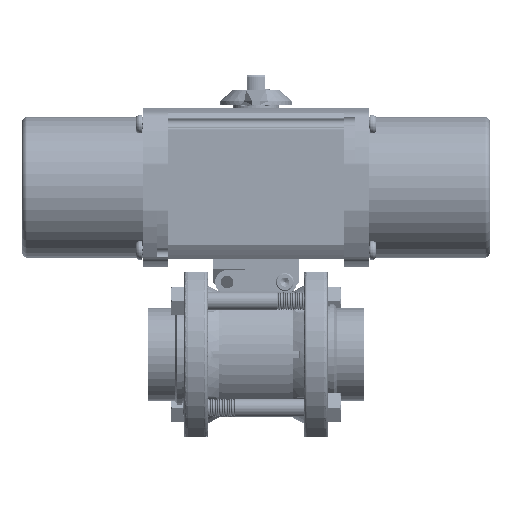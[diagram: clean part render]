
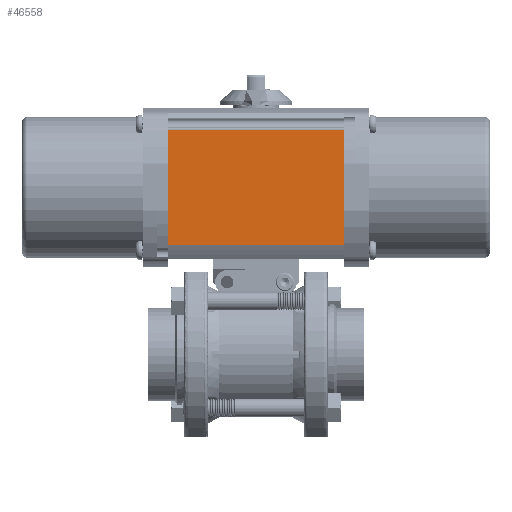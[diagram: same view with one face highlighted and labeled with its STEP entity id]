
A CAD part, top view. The second image highlights one B-rep face of the part: STEP entity #46558.
In plain terms, the highlighted planar face has unit normal (0, 0, 1).
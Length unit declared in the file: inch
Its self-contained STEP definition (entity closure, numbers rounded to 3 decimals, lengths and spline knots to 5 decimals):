
#7875 = CARTESIAN_POINT ( 'NONE',  ( 1.54405, 3.80036, 3.281 ) ) ;
#15882 = VECTOR ( 'NONE', #109107, 39.37008 ) ;
#16863 = ORIENTED_EDGE ( 'NONE', *, *, #161861, .F. ) ;
#21861 = LINE ( 'NONE', #24747, #55583 ) ;
#24585 = CARTESIAN_POINT ( 'NONE',  ( -5.02378, 3.80036, 3.281 ) ) ;
#24747 = CARTESIAN_POINT ( 'NONE',  ( -1.51095, 3.80036, 3.281 ) ) ;
#32507 = EDGE_LOOP ( 'NONE', ( #16863, #128168, #151016, #64167 ) ) ;
#34183 = EDGE_CURVE ( 'NONE', #38021, #135149, #109720, .T. ) ;
#38021 = VERTEX_POINT ( 'NONE', #176008 ) ;
#39209 = DIRECTION ( 'NONE',  ( 0., 1., 0. ) ) ;
#45086 = CARTESIAN_POINT ( 'NONE',  ( 1.54405, 1.79883, 3.281 ) ) ;
#46558 = ADVANCED_FACE ( 'NONE', ( #163737 ), #139698, .F. ) ;
#52715 = CARTESIAN_POINT ( 'NONE',  ( -5.02378, 3.79309, 3.281 ) ) ;
#52872 = CARTESIAN_POINT ( 'NONE',  ( -1.51095, 1.79883, 3.281 ) ) ;
#55033 = CARTESIAN_POINT ( 'NONE',  ( -5.02378, 1.79883, 3.281 ) ) ;
#55583 = VECTOR ( 'NONE', #39209, 39.37008 ) ;
#64167 = ORIENTED_EDGE ( 'NONE', *, *, #134253, .T. ) ;
#67224 = DIRECTION ( 'NONE',  ( -1., 0., 0. ) ) ;
#67919 = VECTOR ( 'NONE', #183341, 39.37008 ) ;
#68010 = DIRECTION ( 'NONE',  ( 0., 0., -1. ) ) ;
#89747 = CARTESIAN_POINT ( 'NONE',  ( -1.51095, 3.79309, 3.281 ) ) ;
#92391 = LINE ( 'NONE', #7875, #15882 ) ;
#100356 = VERTEX_POINT ( 'NONE', #45086 ) ;
#106462 = VERTEX_POINT ( 'NONE', #52872 ) ;
#109107 = DIRECTION ( 'NONE',  ( 0., -1., 0. ) ) ;
#109720 = LINE ( 'NONE', #52715, #114227 ) ;
#109997 = AXIS2_PLACEMENT_3D ( 'NONE', #24585, #68010, #168586 ) ;
#114227 = VECTOR ( 'NONE', #67224, 39.37008 ) ;
#115194 = LINE ( 'NONE', #55033, #67919 ) ;
#128168 = ORIENTED_EDGE ( 'NONE', *, *, #34183, .T. ) ;
#134253 = EDGE_CURVE ( 'NONE', #106462, #100356, #115194, .T. ) ;
#135149 = VERTEX_POINT ( 'NONE', #89747 ) ;
#139698 = PLANE ( 'NONE',  #109997 ) ;
#151016 = ORIENTED_EDGE ( 'NONE', *, *, #179877, .F. ) ;
#161861 = EDGE_CURVE ( 'NONE', #38021, #100356, #92391, .T. ) ;
#163737 = FACE_OUTER_BOUND ( 'NONE', #32507, .T. ) ;
#168586 = DIRECTION ( 'NONE',  ( 0., -1., 0. ) ) ;
#176008 = CARTESIAN_POINT ( 'NONE',  ( 1.54405, 3.79309, 3.281 ) ) ;
#179877 = EDGE_CURVE ( 'NONE', #106462, #135149, #21861, .T. ) ;
#183341 = DIRECTION ( 'NONE',  ( 1., 0., 0. ) ) ;
